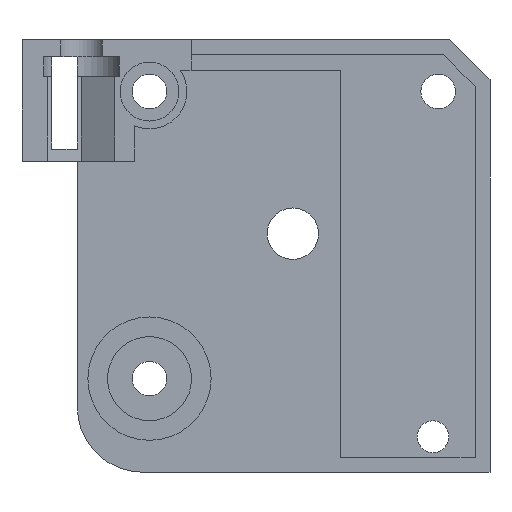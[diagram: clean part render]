
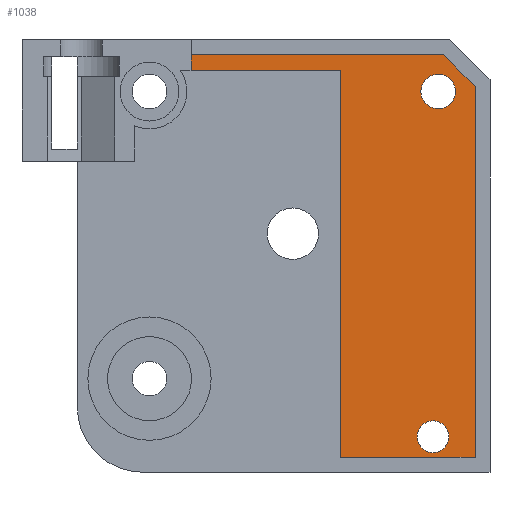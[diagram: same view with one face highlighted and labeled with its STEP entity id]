
A CAD part, front view. The second image highlights one B-rep face of the part: STEP entity #1038.
In plain terms, the highlighted planar face has unit normal (0, -1, 0).
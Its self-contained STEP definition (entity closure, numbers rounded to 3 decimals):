
#33 = AXIS2_PLACEMENT_3D ( 'NONE', #640, #1805, #1233 ) ;
#44 = VERTEX_POINT ( 'NONE', #1003 ) ;
#52 = CARTESIAN_POINT ( 'NONE',  ( 0., 1.5, 44.675 ) ) ;
#75 = EDGE_LOOP ( 'NONE', ( #1711, #114 ) ) ;
#114 = ORIENTED_EDGE ( 'NONE', *, *, #1219, .T. ) ;
#127 = VERTEX_POINT ( 'NONE', #1041 ) ;
#202 = CIRCLE ( 'NONE', #33, 1.7 ) ;
#211 = VECTOR ( 'NONE', #1500, 1000. ) ;
#224 = DIRECTION ( 'NONE',  ( 0., 0., -1. ) ) ;
#235 = LINE ( 'NONE', #52, #554 ) ;
#259 = EDGE_CURVE ( 'NONE', #848, #44, #1449, .T. ) ;
#263 = EDGE_LOOP ( 'NONE', ( #985, #1658, #625, #1451, #1202, #1334, #555 ) ) ;
#270 = VERTEX_POINT ( 'NONE', #1214 ) ;
#332 = VERTEX_POINT ( 'NONE', #1243 ) ;
#347 = DIRECTION ( 'NONE',  ( 0., 1., 0. ) ) ;
#404 = CARTESIAN_POINT ( 'NONE',  ( 41.959, 1.5, 41.959 ) ) ;
#438 = ORIENTED_EDGE ( 'NONE', *, *, #1472, .T. ) ;
#454 = LINE ( 'NONE', #404, #1646 ) ;
#466 = CARTESIAN_POINT ( 'NONE',  ( 12.18, 1.5, 44.675 ) ) ;
#467 = VERTEX_POINT ( 'NONE', #1386 ) ;
#469 = AXIS2_PLACEMENT_3D ( 'NONE', #1626, #915, #1468 ) ;
#503 = CARTESIAN_POINT ( 'NONE',  ( 12.18, 1.5, 0. ) ) ;
#541 = DIRECTION ( 'NONE',  ( 0.707, 0., -0.707 ) ) ;
#554 = VECTOR ( 'NONE', #1084, 1000. ) ;
#555 = ORIENTED_EDGE ( 'NONE', *, *, #562, .T. ) ;
#562 = EDGE_CURVE ( 'NONE', #1835, #270, #1275, .T. ) ;
#606 = EDGE_CURVE ( 'NONE', #848, #467, #235, .T. ) ;
#611 = DIRECTION ( 'NONE',  ( 0., 0., 1. ) ) ;
#625 = ORIENTED_EDGE ( 'NONE', *, *, #606, .F. ) ;
#628 = CARTESIAN_POINT ( 'NONE',  ( 0., 1.5, 0. ) ) ;
#630 = CARTESIAN_POINT ( 'NONE',  ( 0., 1.5, 43.05 ) ) ;
#640 = CARTESIAN_POINT ( 'NONE',  ( 38.08, 1.5, 3.8 ) ) ;
#651 = CARTESIAN_POINT ( 'NONE',  ( 38.63, 1.5, 42.6 ) ) ;
#675 = DIRECTION ( 'NONE',  ( 0., 1., 0. ) ) ;
#690 = VECTOR ( 'NONE', #1667, 1000. ) ;
#779 = CARTESIAN_POINT ( 'NONE',  ( 38.08, 1.5, 5.5 ) ) ;
#798 = VECTOR ( 'NONE', #224, 1000. ) ;
#848 = VERTEX_POINT ( 'NONE', #466 ) ;
#903 = PLANE ( 'NONE',  #1311 ) ;
#915 = DIRECTION ( 'NONE',  ( 0., 1., 0. ) ) ;
#965 = CARTESIAN_POINT ( 'NONE',  ( 42.58, 1.5, 6.35 ) ) ;
#971 = VERTEX_POINT ( 'NONE', #1784 ) ;
#978 = CIRCLE ( 'NONE', #469, 1.85 ) ;
#980 = CIRCLE ( 'NONE', #1264, 1.85 ) ;
#985 = ORIENTED_EDGE ( 'NONE', *, *, #1505, .F. ) ;
#1003 = CARTESIAN_POINT ( 'NONE',  ( 12.18, 1.5, 43.05 ) ) ;
#1022 = VECTOR ( 'NONE', #1072, 1000. ) ;
#1038 = ADVANCED_FACE ( 'NONE', ( #1828, #1623, #1085 ), #903, .F. ) ;
#1041 = CARTESIAN_POINT ( 'NONE',  ( 38.08, 1.5, 2.1 ) ) ;
#1047 = VERTEX_POINT ( 'NONE', #779 ) ;
#1072 = DIRECTION ( 'NONE',  ( 1., 0., 0. ) ) ;
#1084 = DIRECTION ( 'NONE',  ( 1., 0., 0. ) ) ;
#1085 = FACE_BOUND ( 'NONE', #75, .T. ) ;
#1094 = CARTESIAN_POINT ( 'NONE',  ( 28.18, 1.5, 1.6 ) ) ;
#1097 = VERTEX_POINT ( 'NONE', #651 ) ;
#1101 = VECTOR ( 'NONE', #611, 1000. ) ;
#1134 = EDGE_CURVE ( 'NONE', #127, #1047, #1672, .T. ) ;
#1202 = ORIENTED_EDGE ( 'NONE', *, *, #1316, .T. ) ;
#1214 = CARTESIAN_POINT ( 'NONE',  ( 42.58, 1.5, 1.6 ) ) ;
#1219 = EDGE_CURVE ( 'NONE', #971, #1097, #980, .T. ) ;
#1233 = DIRECTION ( 'NONE',  ( 0., 0., 1. ) ) ;
#1236 = CARTESIAN_POINT ( 'NONE',  ( 38.08, 1.5, 3.8 ) ) ;
#1243 = CARTESIAN_POINT ( 'NONE',  ( 42.58, 1.5, 41.337 ) ) ;
#1264 = AXIS2_PLACEMENT_3D ( 'NONE', #1832, #675, #1539 ) ;
#1275 = LINE ( 'NONE', #1094, #690 ) ;
#1300 = EDGE_CURVE ( 'NONE', #467, #332, #454, .T. ) ;
#1311 = AXIS2_PLACEMENT_3D ( 'NONE', #628, #347, #1328 ) ;
#1316 = EDGE_CURVE ( 'NONE', #44, #1401, #1529, .T. ) ;
#1328 = DIRECTION ( 'NONE',  ( 0., 0., 1. ) ) ;
#1333 = CARTESIAN_POINT ( 'NONE',  ( 28.18, 1.5, 43.05 ) ) ;
#1334 = ORIENTED_EDGE ( 'NONE', *, *, #1801, .F. ) ;
#1369 = EDGE_CURVE ( 'NONE', #1097, #971, #978, .T. ) ;
#1374 = DIRECTION ( 'NONE',  ( 0., 1., 0. ) ) ;
#1386 = CARTESIAN_POINT ( 'NONE',  ( 39.242, 1.5, 44.675 ) ) ;
#1401 = VERTEX_POINT ( 'NONE', #1333 ) ;
#1402 = CARTESIAN_POINT ( 'NONE',  ( 28.18, 1.5, 1.6 ) ) ;
#1417 = AXIS2_PLACEMENT_3D ( 'NONE', #1236, #1374, #1506 ) ;
#1449 = LINE ( 'NONE', #503, #211 ) ;
#1451 = ORIENTED_EDGE ( 'NONE', *, *, #259, .T. ) ;
#1468 = DIRECTION ( 'NONE',  ( 0., 0., 1. ) ) ;
#1472 = EDGE_CURVE ( 'NONE', #1047, #127, #202, .T. ) ;
#1500 = DIRECTION ( 'NONE',  ( 0., 0., -1. ) ) ;
#1505 = EDGE_CURVE ( 'NONE', #332, #270, #1627, .T. ) ;
#1506 = DIRECTION ( 'NONE',  ( 0., 0., 1. ) ) ;
#1511 = ORIENTED_EDGE ( 'NONE', *, *, #1134, .T. ) ;
#1529 = LINE ( 'NONE', #630, #1022 ) ;
#1539 = DIRECTION ( 'NONE',  ( 0., 0., 1. ) ) ;
#1590 = LINE ( 'NONE', #1615, #1101 ) ;
#1615 = CARTESIAN_POINT ( 'NONE',  ( 28.18, 1.5, 0. ) ) ;
#1623 = FACE_OUTER_BOUND ( 'NONE', #263, .T. ) ;
#1626 = CARTESIAN_POINT ( 'NONE',  ( 38.63, 1.5, 40.75 ) ) ;
#1627 = LINE ( 'NONE', #965, #798 ) ;
#1646 = VECTOR ( 'NONE', #541, 1000. ) ;
#1658 = ORIENTED_EDGE ( 'NONE', *, *, #1300, .F. ) ;
#1667 = DIRECTION ( 'NONE',  ( 1., 0., 0. ) ) ;
#1672 = CIRCLE ( 'NONE', #1417, 1.7 ) ;
#1711 = ORIENTED_EDGE ( 'NONE', *, *, #1369, .T. ) ;
#1731 = EDGE_LOOP ( 'NONE', ( #438, #1511 ) ) ;
#1784 = CARTESIAN_POINT ( 'NONE',  ( 38.63, 1.5, 38.9 ) ) ;
#1801 = EDGE_CURVE ( 'NONE', #1835, #1401, #1590, .T. ) ;
#1805 = DIRECTION ( 'NONE',  ( 0., 1., 0. ) ) ;
#1828 = FACE_BOUND ( 'NONE', #1731, .T. ) ;
#1832 = CARTESIAN_POINT ( 'NONE',  ( 38.63, 1.5, 40.75 ) ) ;
#1835 = VERTEX_POINT ( 'NONE', #1402 ) ;
